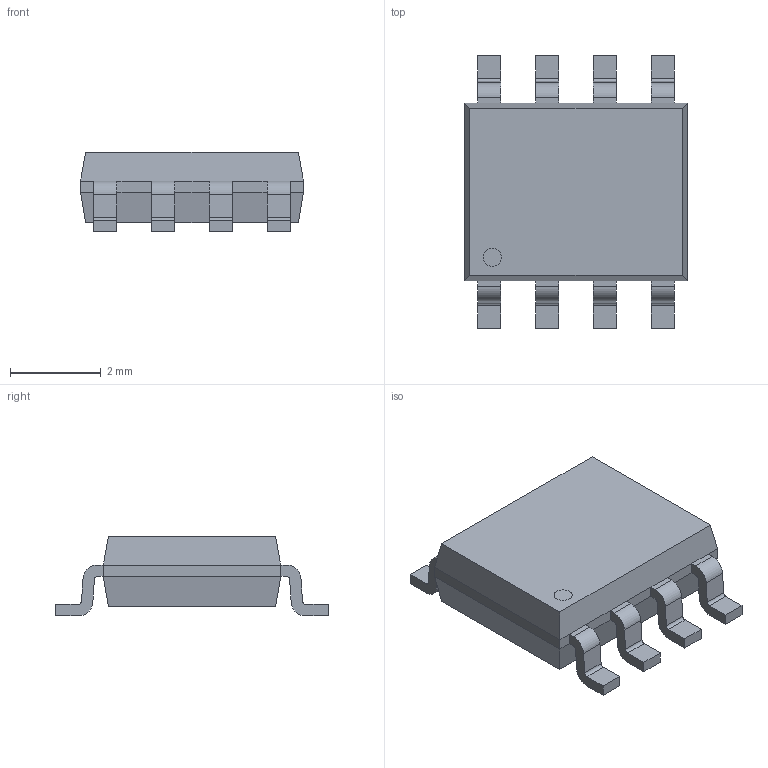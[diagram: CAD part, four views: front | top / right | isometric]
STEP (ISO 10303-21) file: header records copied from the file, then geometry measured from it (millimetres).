
FILE_DESCRIPTION(/* description */ (''),/* implementation_level */ '2;1');
FILE_NAME(/* name */ 'BEAGLEBONE_BLUE_SO08-TIGHT_ipt_45f7610b.STEP',/* time_stamp */ '2022-06-02T14:50:13+03:00',/* author */ ('Sulieman DAHER'),/* organization */ (''),/* preprocessor_version */ 'ST-DEVELOPER v16.13',/* originating_system */ 'Autodesk Inventor 2018',/* authorisation */ '');
FILE_SCHEMA (('AUTOMOTIVE_DESIGN { 1 0 10303 214 3 1 1 }'));
Length unit declared in the file: millimetre
Products named in the file (1): BEAGLEBONE_BLUE_SO08-TIGHT
Bounding box: 4.9 x 6 x 1.75 mm (x, y, z)
Volume: 30.1 mm3; surface area: 82.3 mm2
Topology: 1 solids, 1 shells, 128 faces, 337 edges, 213 vertices
Faces by surface type: plane 96, cylinder 32
Entity records: 4088 total; most frequent: CARTESIAN_POINT 679, ORIENTED_EDGE 674, DIRECTION 660, EDGE_CURVE 337, LINE 272, VECTOR 272, VERTEX_POINT 213, AXIS2_PLACEMENT_3D 194
